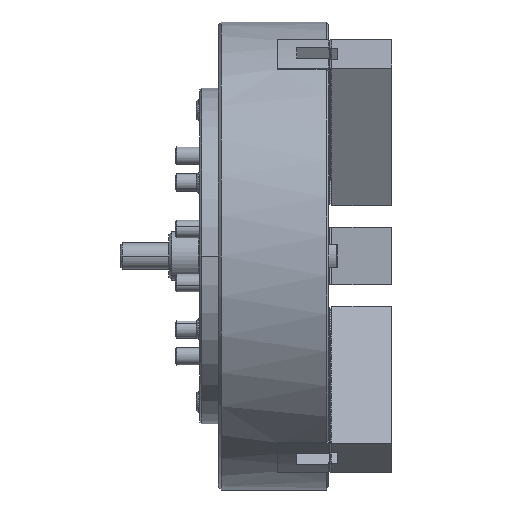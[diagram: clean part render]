
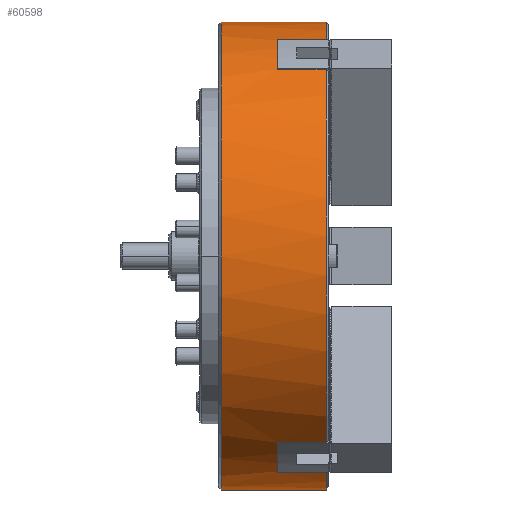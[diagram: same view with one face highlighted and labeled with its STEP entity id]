
A CAD part, front view. The second image highlights one B-rep face of the part: STEP entity #60598.
In plain terms, the highlighted cylindrical face has radius 265 mm (diameter 530 mm), a partial arc.
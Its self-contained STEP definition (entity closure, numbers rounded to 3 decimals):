
#131 = CARTESIAN_POINT ( 'NONE',  ( -3., -103.354, 244.014 ) ) ;
#411 = EDGE_CURVE ( 'NONE', #61968, #55606, #41337, .T. ) ;
#565 = CIRCLE ( 'NONE', #37008, 265. ) ;
#1336 = DIRECTION ( 'NONE',  ( 0., 0., -1. ) ) ;
#2492 = VERTEX_POINT ( 'NONE', #28544 ) ;
#3726 = CIRCLE ( 'NONE', #40186, 265. ) ;
#4580 = CARTESIAN_POINT ( 'NONE',  ( -122., 0., -265. ) ) ;
#5042 = DIRECTION ( 'NONE',  ( 0., 0., 1. ) ) ;
#6229 = CYLINDRICAL_SURFACE ( 'NONE', #55881, 265. ) ;
#6545 = DIRECTION ( 'NONE',  ( -1., 0., 0. ) ) ;
#6549 = ORIENTED_EDGE ( 'NONE', *, *, #10837, .T. ) ;
#6908 = VECTOR ( 'NONE', #33323, 1000. ) ;
#7345 = ORIENTED_EDGE ( 'NONE', *, *, #24211, .T. ) ;
#8032 = CARTESIAN_POINT ( 'NONE',  ( -58., 0., 0. ) ) ;
#9717 = CIRCLE ( 'NONE', #46163, 265. ) ;
#9820 = CARTESIAN_POINT ( 'NONE',  ( -58., -103.354, 244.014 ) ) ;
#10017 = VECTOR ( 'NONE', #16558, 1000. ) ;
#10018 = ORIENTED_EDGE ( 'NONE', *, *, #19707, .T. ) ;
#10144 = VERTEX_POINT ( 'NONE', #60300 ) ;
#10837 = EDGE_CURVE ( 'NONE', #18116, #2492, #22985, .T. ) ;
#11073 = CARTESIAN_POINT ( 'NONE',  ( 0., -103.354, 244.014 ) ) ;
#11737 = CIRCLE ( 'NONE', #48154, 265. ) ;
#11845 = EDGE_CURVE ( 'NONE', #34202, #46140, #60550, .T. ) ;
#13226 = DIRECTION ( 'NONE',  ( -1., 0., 0. ) ) ;
#13445 = EDGE_CURVE ( 'NONE', #34202, #63978, #11737, .T. ) ;
#13459 = CARTESIAN_POINT ( 'NONE',  ( 0., -103.354, -244.014 ) ) ;
#15867 = CARTESIAN_POINT ( 'NONE',  ( 0., 0., 265. ) ) ;
#16558 = DIRECTION ( 'NONE',  ( 1., 0., 0. ) ) ;
#17924 = CARTESIAN_POINT ( 'NONE',  ( -3., 0., 0. ) ) ;
#18116 = VERTEX_POINT ( 'NONE', #52175 ) ;
#18383 = DIRECTION ( 'NONE',  ( 0., 0., -1. ) ) ;
#19707 = EDGE_CURVE ( 'NONE', #22623, #47592, #55735, .T. ) ;
#21096 = CARTESIAN_POINT ( 'NONE',  ( -3., 0., 0. ) ) ;
#21136 = ORIENTED_EDGE ( 'NONE', *, *, #11845, .F. ) ;
#21366 = EDGE_CURVE ( 'NONE', #55606, #18116, #57746, .T. ) ;
#22623 = VERTEX_POINT ( 'NONE', #9820 ) ;
#22810 = LINE ( 'NONE', #42686, #64382 ) ;
#22915 = ORIENTED_EDGE ( 'NONE', *, *, #13445, .T. ) ;
#22985 = LINE ( 'NONE', #57892, #52165 ) ;
#23187 = ORIENTED_EDGE ( 'NONE', *, *, #41551, .T. ) ;
#23329 = ORIENTED_EDGE ( 'NONE', *, *, #60354, .T. ) ;
#24211 = EDGE_CURVE ( 'NONE', #63978, #10144, #22810, .T. ) ;
#24277 = ORIENTED_EDGE ( 'NONE', *, *, #411, .T. ) ;
#24419 = AXIS2_PLACEMENT_3D ( 'NONE', #43161, #63077, #18383 ) ;
#26135 = CARTESIAN_POINT ( 'NONE',  ( 0., 0., 0. ) ) ;
#26454 = DIRECTION ( 'NONE',  ( 0., 1., 0. ) ) ;
#27094 = EDGE_LOOP ( 'NONE', ( #21136, #22915, #7345, #38635, #23329, #54319, #24277, #42194, #6549, #28423, #10018, #23187 ) ) ;
#27917 = DIRECTION ( 'NONE',  ( -1., 0., 0. ) ) ;
#28423 = ORIENTED_EDGE ( 'NONE', *, *, #33044, .T. ) ;
#28544 = CARTESIAN_POINT ( 'NONE',  ( -58., -159.646, 211.514 ) ) ;
#29617 = AXIS2_PLACEMENT_3D ( 'NONE', #21096, #40985, #60912 ) ;
#29835 = CARTESIAN_POINT ( 'NONE',  ( -122., 0., 0. ) ) ;
#30952 = DIRECTION ( 'NONE',  ( 1., 0., 0. ) ) ;
#33044 = EDGE_CURVE ( 'NONE', #2492, #22623, #565, .T. ) ;
#33323 = DIRECTION ( 'NONE',  ( -1., 0., 0. ) ) ;
#34202 = VERTEX_POINT ( 'NONE', #56127 ) ;
#35493 = VECTOR ( 'NONE', #35747, 1000. ) ;
#35747 = DIRECTION ( 'NONE',  ( 1., 0., 0. ) ) ;
#36294 = CARTESIAN_POINT ( 'NONE',  ( -3., -159.646, -211.514 ) ) ;
#37008 = AXIS2_PLACEMENT_3D ( 'NONE', #8032, #27917, #47796 ) ;
#37798 = DIRECTION ( 'NONE',  ( -1., 0., 0. ) ) ;
#38635 = ORIENTED_EDGE ( 'NONE', *, *, #50540, .T. ) ;
#38847 = EDGE_CURVE ( 'NONE', #60869, #61968, #3726, .T. ) ;
#40186 = AXIS2_PLACEMENT_3D ( 'NONE', #51206, #6545, #26454 ) ;
#40985 = DIRECTION ( 'NONE',  ( -1., 0., 0. ) ) ;
#41221 = CARTESIAN_POINT ( 'NONE',  ( -58., -103.354, -244.014 ) ) ;
#41337 = LINE ( 'NONE', #61253, #10017 ) ;
#41551 = EDGE_CURVE ( 'NONE', #47592, #46140, #52528, .T. ) ;
#42194 = ORIENTED_EDGE ( 'NONE', *, *, #21366, .T. ) ;
#42686 = CARTESIAN_POINT ( 'NONE',  ( 0., 0., -265. ) ) ;
#43161 = CARTESIAN_POINT ( 'NONE',  ( -3., 0., 0. ) ) ;
#46013 = DIRECTION ( 'NONE',  ( 1., 0., 0. ) ) ;
#46140 = VERTEX_POINT ( 'NONE', #48969 ) ;
#46163 = AXIS2_PLACEMENT_3D ( 'NONE', #17924, #37798, #57721 ) ;
#46757 = CARTESIAN_POINT ( 'NONE',  ( -3., -103.354, -244.014 ) ) ;
#47592 = VERTEX_POINT ( 'NONE', #131 ) ;
#47755 = VERTEX_POINT ( 'NONE', #46757 ) ;
#47796 = DIRECTION ( 'NONE',  ( 0., 1., 0. ) ) ;
#48154 = AXIS2_PLACEMENT_3D ( 'NONE', #29835, #49715, #5042 ) ;
#48969 = CARTESIAN_POINT ( 'NONE',  ( -3., 0., 265. ) ) ;
#49715 = DIRECTION ( 'NONE',  ( 1., 0., 0. ) ) ;
#50540 = EDGE_CURVE ( 'NONE', #10144, #47755, #9717, .T. ) ;
#50903 = FACE_OUTER_BOUND ( 'NONE', #27094, .T. ) ;
#51206 = CARTESIAN_POINT ( 'NONE',  ( -58., 0., 0. ) ) ;
#52165 = VECTOR ( 'NONE', #13226, 1000. ) ;
#52175 = CARTESIAN_POINT ( 'NONE',  ( -3., -159.646, 211.514 ) ) ;
#52528 = CIRCLE ( 'NONE', #24419, 265. ) ;
#54319 = ORIENTED_EDGE ( 'NONE', *, *, #38847, .T. ) ;
#55606 = VERTEX_POINT ( 'NONE', #36294 ) ;
#55735 = LINE ( 'NONE', #11073, #56533 ) ;
#55881 = AXIS2_PLACEMENT_3D ( 'NONE', #26135, #46013, #1336 ) ;
#56127 = CARTESIAN_POINT ( 'NONE',  ( -122., 0., 265. ) ) ;
#56533 = VECTOR ( 'NONE', #30952, 1000. ) ;
#57721 = DIRECTION ( 'NONE',  ( 0., 0., -1. ) ) ;
#57746 = CIRCLE ( 'NONE', #29617, 265. ) ;
#57892 = CARTESIAN_POINT ( 'NONE',  ( 0., -159.646, 211.514 ) ) ;
#58133 = LINE ( 'NONE', #13459, #6908 ) ;
#59848 = CARTESIAN_POINT ( 'NONE',  ( -58., -159.646, -211.514 ) ) ;
#60300 = CARTESIAN_POINT ( 'NONE',  ( -3., 0., -265. ) ) ;
#60354 = EDGE_CURVE ( 'NONE', #47755, #60869, #58133, .T. ) ;
#60550 = LINE ( 'NONE', #15867, #35493 ) ;
#60598 = ADVANCED_FACE ( 'NONE', ( #50903 ), #6229, .T. ) ;
#60869 = VERTEX_POINT ( 'NONE', #41221 ) ;
#60912 = DIRECTION ( 'NONE',  ( 0., 0., -1. ) ) ;
#61253 = CARTESIAN_POINT ( 'NONE',  ( 0., -159.646, -211.514 ) ) ;
#61968 = VERTEX_POINT ( 'NONE', #59848 ) ;
#62603 = DIRECTION ( 'NONE',  ( 1., 0., 0. ) ) ;
#63077 = DIRECTION ( 'NONE',  ( -1., 0., 0. ) ) ;
#63978 = VERTEX_POINT ( 'NONE', #4580 ) ;
#64382 = VECTOR ( 'NONE', #62603, 1000. ) ;
